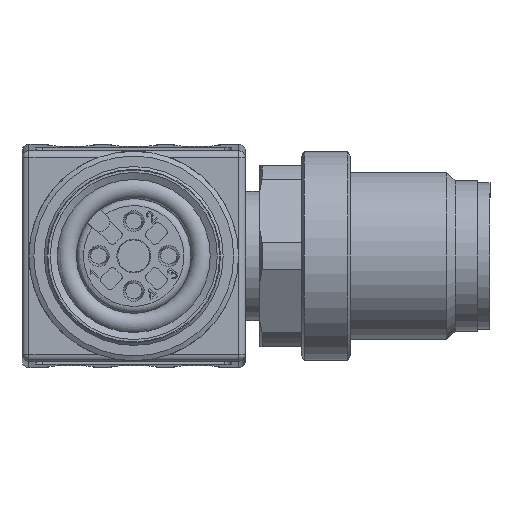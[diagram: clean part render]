
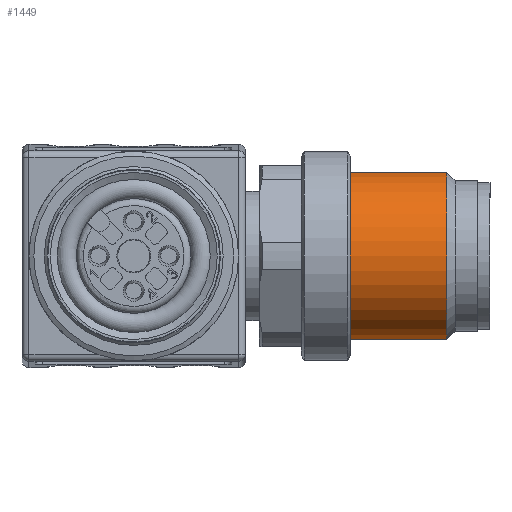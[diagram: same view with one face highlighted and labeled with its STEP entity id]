
A CAD part, left-side view. The second image highlights one B-rep face of the part: STEP entity #1449.
In plain terms, the highlighted cylindrical face has radius 6 mm (diameter 12 mm), a full revolution.
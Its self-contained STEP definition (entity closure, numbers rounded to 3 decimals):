
#444=CYLINDRICAL_SURFACE('',#9278,6.);
#660=FACE_BOUND('',#2713,.T.);
#661=FACE_BOUND('',#2714,.T.);
#917=CIRCLE('',#9275,6.);
#918=CIRCLE('',#9277,6.);
#1449=ADVANCED_FACE('',(#660,#661),#444,.T.);
#2713=EDGE_LOOP('',(#4983));
#2714=EDGE_LOOP('',(#4984));
#4983=ORIENTED_EDGE('',*,*,#7414,.F.);
#4984=ORIENTED_EDGE('',*,*,#7415,.T.);
#6298=VERTEX_POINT('',#16506);
#6299=VERTEX_POINT('',#16509);
#7414=EDGE_CURVE('',#6298,#6298,#917,.T.);
#7415=EDGE_CURVE('',#6299,#6299,#918,.T.);
#9275=AXIS2_PLACEMENT_3D('',#16505,#10989,#10990);
#9277=AXIS2_PLACEMENT_3D('',#16508,#10993,#10994);
#9278=AXIS2_PLACEMENT_3D('',#16510,#10995,#10996);
#10989=DIRECTION('',(0.,-1.,0.));
#10990=DIRECTION('',(0.5,0.,-0.866));
#10993=DIRECTION('',(0.,-1.,0.));
#10994=DIRECTION('',(0.866,0.,-0.5));
#10995=DIRECTION('',(0.,-1.,0.));
#10996=DIRECTION('',(-0.5,0.,0.866));
#16505=CARTESIAN_POINT('',(162.901,-22.4,0.));
#16506=CARTESIAN_POINT('',(165.901,-22.4,-5.196));
#16508=CARTESIAN_POINT('',(162.901,-15.5,0.));
#16509=CARTESIAN_POINT('',(168.097,-15.5,-3.));
#16510=CARTESIAN_POINT('',(162.901,-24.5,0.));
